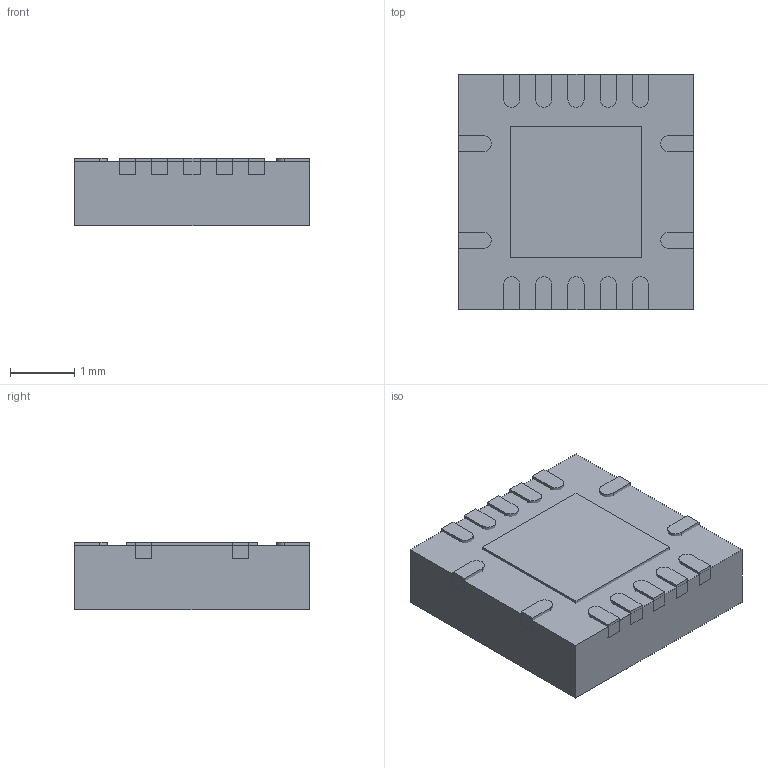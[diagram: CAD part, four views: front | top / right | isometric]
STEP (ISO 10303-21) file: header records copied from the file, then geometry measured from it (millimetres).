
FILE_DESCRIPTION (( 'STEP AP214' ), '1' );
FILE_NAME ('PVQFN14.STEP', '2020-06-26T10:19:40', ( '' ), ( '' ), 'SwSTEP 2.0', 'SolidWorks 2017', '' );
FILE_SCHEMA (( 'AUTOMOTIVE_DESIGN' ));
Length unit declared in the file: millimetre
Products named in the file (5): FEET; BODY; PVQFN14
Assembly tree (2 placements, depth 2):
  FEET
  PVQFN14
    BODY
    FEET
  BODY
Bounding box: 3.66 x 3.66 x 1.05 mm (x, y, z)
Surface area: 60.2 mm2
Topology: 16 solids, 16 shells, 115 faces, 246 edges, 164 vertices
Faces by surface type: plane 99, cylinder 16
Entity records: 3587 total; most frequent: CARTESIAN_POINT 531, DIRECTION 520, ORIENTED_EDGE 492, EDGE_CURVE 246, VECTOR 214, LINE 214, VERTEX_POINT 164, AXIS2_PLACEMENT_3D 153
